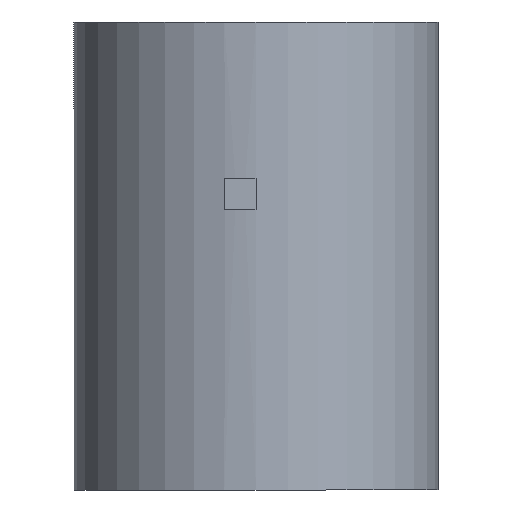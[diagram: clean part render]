
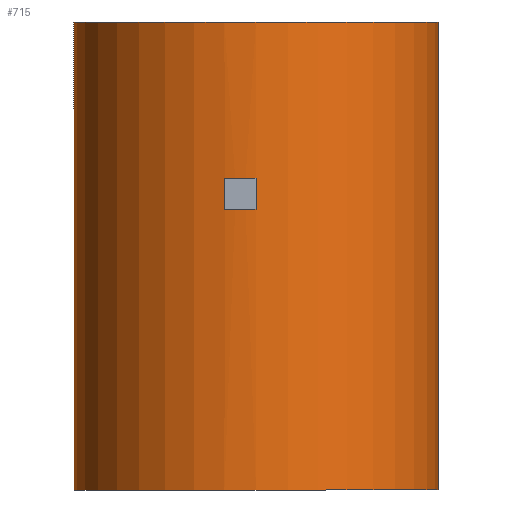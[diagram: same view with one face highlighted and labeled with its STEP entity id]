
A CAD part, front view. The second image highlights one B-rep face of the part: STEP entity #715.
In plain terms, the highlighted cylindrical face has radius 17.5 mm (diameter 35 mm), a partial arc.
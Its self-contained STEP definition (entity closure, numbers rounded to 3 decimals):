
#13 = DIRECTION ( 'NONE',  ( -1., 0., 0. ) ) ;
#17 = EDGE_CURVE ( 'NONE', #845, #720, #276, .T. ) ;
#22 = CARTESIAN_POINT ( 'NONE',  ( 0., 0., 20. ) ) ;
#27 = CARTESIAN_POINT ( 'NONE',  ( 17.5, 0., 35. ) ) ;
#29 = AXIS2_PLACEMENT_3D ( 'NONE', #524, #295, #299 ) ;
#35 = VERTEX_POINT ( 'NONE', #961 ) ;
#45 = CIRCLE ( 'NONE', #29, 17.5 ) ;
#50 = VERTEX_POINT ( 'NONE', #819 ) ;
#54 = CARTESIAN_POINT ( 'NONE',  ( 0., -17.5, 35. ) ) ;
#67 = DIRECTION ( 'NONE',  ( 0., 0., -1. ) ) ;
#97 = CYLINDRICAL_SURFACE ( 'NONE', #742, 17.5 ) ;
#105 = DIRECTION ( 'NONE',  ( -1., 0., 0. ) ) ;
#111 = CARTESIAN_POINT ( 'NONE',  ( 17.5, 0., 35. ) ) ;
#117 = EDGE_CURVE ( 'NONE', #35, #856, #803, .T. ) ;
#162 = DIRECTION ( 'NONE',  ( -1., 0., 0. ) ) ;
#166 = FACE_OUTER_BOUND ( 'NONE', #955, .T. ) ;
#169 = DIRECTION ( 'NONE',  ( 0., 0., -1. ) ) ;
#184 = CARTESIAN_POINT ( 'NONE',  ( 0., -17.5, 20. ) ) ;
#186 = CARTESIAN_POINT ( 'NONE',  ( 0., 0., -10. ) ) ;
#190 = ORIENTED_EDGE ( 'NONE', *, *, #17, .T. ) ;
#201 = ORIENTED_EDGE ( 'NONE', *, *, #553, .F. ) ;
#238 = CARTESIAN_POINT ( 'NONE',  ( -3., -17.241, 35. ) ) ;
#265 = AXIS2_PLACEMENT_3D ( 'NONE', #22, #611, #162 ) ;
#276 = LINE ( 'NONE', #444, #966 ) ;
#295 = DIRECTION ( 'NONE',  ( 0., 0., 1. ) ) ;
#299 = DIRECTION ( 'NONE',  ( -1., 0., 0. ) ) ;
#324 = ORIENTED_EDGE ( 'NONE', *, *, #902, .F. ) ;
#353 = DIRECTION ( 'NONE',  ( -1., 0., 0. ) ) ;
#357 = CIRCLE ( 'NONE', #265, 17.5 ) ;
#362 = VERTEX_POINT ( 'NONE', #450 ) ;
#367 = EDGE_CURVE ( 'NONE', #494, #812, #608, .T. ) ;
#383 = CARTESIAN_POINT ( 'NONE',  ( 0., 0., 35. ) ) ;
#442 = ORIENTED_EDGE ( 'NONE', *, *, #367, .F. ) ;
#444 = CARTESIAN_POINT ( 'NONE',  ( -17.5, 0., 35. ) ) ;
#450 = CARTESIAN_POINT ( 'NONE',  ( -3., -17.241, 20. ) ) ;
#456 = VECTOR ( 'NONE', #870, 1000. ) ;
#465 = LINE ( 'NONE', #238, #858 ) ;
#494 = VERTEX_POINT ( 'NONE', #111 ) ;
#524 = CARTESIAN_POINT ( 'NONE',  ( 0., 0., 17. ) ) ;
#543 = CARTESIAN_POINT ( 'NONE',  ( -17.5, 0., -10. ) ) ;
#553 = EDGE_CURVE ( 'NONE', #812, #720, #734, .T. ) ;
#558 = CIRCLE ( 'NONE', #757, 17.5 ) ;
#605 = VECTOR ( 'NONE', #852, 1000. ) ;
#608 = LINE ( 'NONE', #27, #605 ) ;
#611 = DIRECTION ( 'NONE',  ( 0., 0., 1. ) ) ;
#622 = FACE_BOUND ( 'NONE', #953, .T. ) ;
#626 = CARTESIAN_POINT ( 'NONE',  ( -17.5, 0., 35. ) ) ;
#668 = ORIENTED_EDGE ( 'NONE', *, *, #778, .T. ) ;
#672 = AXIS2_PLACEMENT_3D ( 'NONE', #186, #67, #353 ) ;
#682 = EDGE_CURVE ( 'NONE', #50, #35, #45, .T. ) ;
#699 = EDGE_CURVE ( 'NONE', #494, #845, #558, .T. ) ;
#715 = ADVANCED_FACE ( 'NONE', ( #166, #622 ), #97, .T. ) ;
#720 = VERTEX_POINT ( 'NONE', #543 ) ;
#734 = CIRCLE ( 'NONE', #672, 17.5 ) ;
#742 = AXIS2_PLACEMENT_3D ( 'NONE', #847, #916, #105 ) ;
#749 = DIRECTION ( 'NONE',  ( 0., 0., -1. ) ) ;
#757 = AXIS2_PLACEMENT_3D ( 'NONE', #383, #169, #13 ) ;
#768 = CARTESIAN_POINT ( 'NONE',  ( 17.5, 0., -10. ) ) ;
#778 = EDGE_CURVE ( 'NONE', #362, #856, #357, .T. ) ;
#779 = ORIENTED_EDGE ( 'NONE', *, *, #117, .F. ) ;
#803 = LINE ( 'NONE', #54, #456 ) ;
#812 = VERTEX_POINT ( 'NONE', #768 ) ;
#819 = CARTESIAN_POINT ( 'NONE',  ( -3., -17.241, 17. ) ) ;
#835 = DIRECTION ( 'NONE',  ( 0., 0., -1. ) ) ;
#845 = VERTEX_POINT ( 'NONE', #626 ) ;
#847 = CARTESIAN_POINT ( 'NONE',  ( 0., 0., 35. ) ) ;
#852 = DIRECTION ( 'NONE',  ( 0., 0., -1. ) ) ;
#856 = VERTEX_POINT ( 'NONE', #184 ) ;
#858 = VECTOR ( 'NONE', #835, 1000. ) ;
#870 = DIRECTION ( 'NONE',  ( 0., 0., 1. ) ) ;
#902 = EDGE_CURVE ( 'NONE', #362, #50, #465, .T. ) ;
#916 = DIRECTION ( 'NONE',  ( 0., 0., -1. ) ) ;
#933 = ORIENTED_EDGE ( 'NONE', *, *, #682, .F. ) ;
#953 = EDGE_LOOP ( 'NONE', ( #933, #324, #668, #779 ) ) ;
#955 = EDGE_LOOP ( 'NONE', ( #442, #959, #190, #201 ) ) ;
#959 = ORIENTED_EDGE ( 'NONE', *, *, #699, .T. ) ;
#961 = CARTESIAN_POINT ( 'NONE',  ( 0., -17.5, 17. ) ) ;
#966 = VECTOR ( 'NONE', #749, 1000. ) ;
